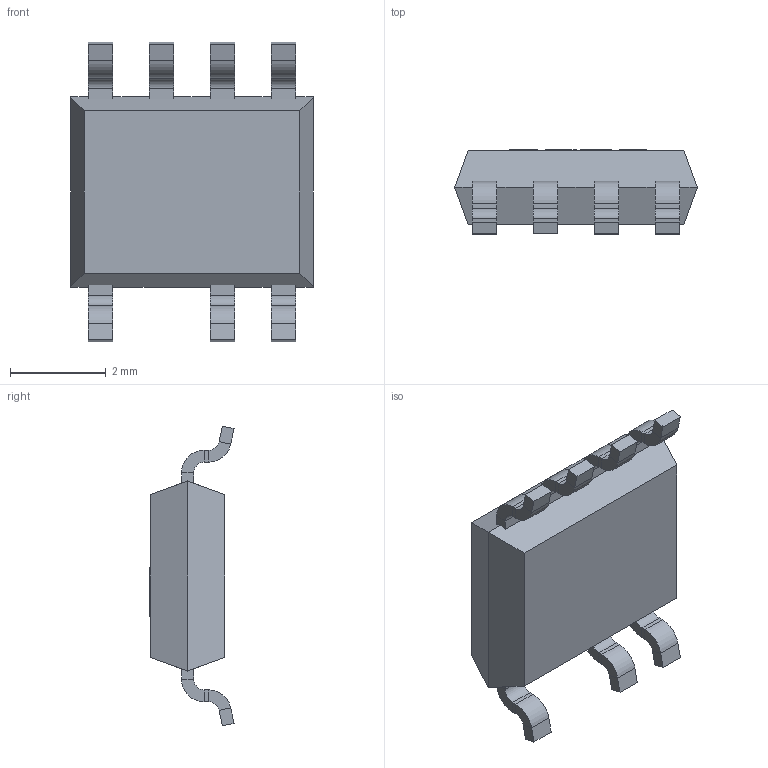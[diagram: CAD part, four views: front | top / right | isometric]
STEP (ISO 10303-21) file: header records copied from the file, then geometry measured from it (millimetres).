
FILE_DESCRIPTION (( 'STEP AP214' ), '1' );
FILE_NAME ('User Library-SOP7.STEP', '2022-05-07T08:31:55', ( '' ), ( '' ), 'SwSTEP 2.0', 'SolidWorks 2021', '' );
FILE_SCHEMA (( 'AUTOMOTIVE_DESIGN' ));
Length unit declared in the file: millimetre
Products named in the file (1): User Library-SOP7
Bounding box: 5.06 x 1.76 x 6.25 mm (x, y, z)
Volume: 28.7 mm3; surface area: 76.5 mm2
Topology: 1 solids, 1 shells, 227 faces, 536 edges, 318 vertices
Faces by surface type: plane 159, bspline 36, cylinder 28, torus 4
Entity records: 8481 total; most frequent: CARTESIAN_POINT 3302, ORIENTED_EDGE 1072, DIRECTION 914, EDGE_CURVE 536, LINE 398, VECTOR 398, VERTEX_POINT 318, AXIS2_PLACEMENT_3D 258
